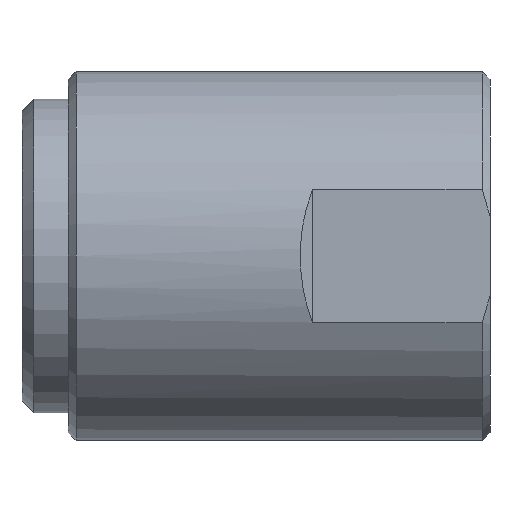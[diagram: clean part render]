
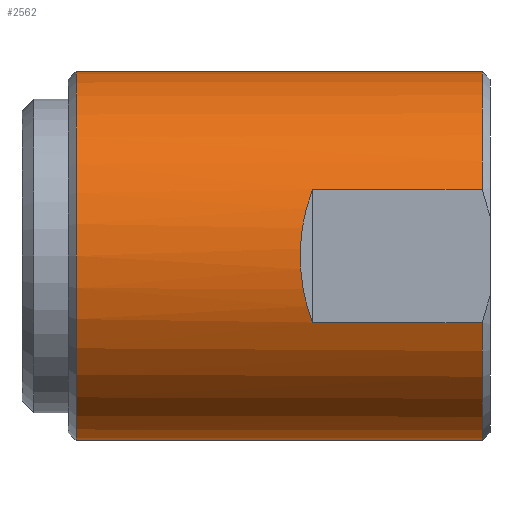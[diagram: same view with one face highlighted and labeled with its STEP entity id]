
A CAD part, front view. The second image highlights one B-rep face of the part: STEP entity #2562.
In plain terms, the highlighted cylindrical face has radius 11.893 mm (diameter 23.787 mm), a partial arc.
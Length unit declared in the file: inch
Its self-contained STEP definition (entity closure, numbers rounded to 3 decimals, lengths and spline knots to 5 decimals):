
#31 = VECTOR ( 'NONE', #6852, 39.37008 ) ;
#125 = VERTEX_POINT ( 'NONE', #10418 ) ;
#211 = EDGE_CURVE ( 'NONE', #7490, #8593, #9959, .T. ) ;
#522 = EDGE_LOOP ( 'NONE', ( #8485, #3252, #1570, #2793, #5571, #8073, #5282, #8355 ) ) ;
#729 = CARTESIAN_POINT ( 'NONE',  ( 0., -0.43675, -0.16884 ) ) ;
#823 = CARTESIAN_POINT ( 'NONE',  ( 0.4245, -0.43675, 0.16884 ) ) ;
#876 = CARTESIAN_POINT ( 'NONE',  ( 0.38201, -0.47924, 0.05892 ) ) ;
#1050 = CARTESIAN_POINT ( 'NONE',  ( 0.4245, -0.43675, 0.16884 ) ) ;
#1090 = DIRECTION ( 'NONE',  ( -1., 0., 0. ) ) ;
#1122 = DIRECTION ( 'NONE',  ( 0., 0., 1. ) ) ;
#1245 = CARTESIAN_POINT ( 'NONE',  ( 0.8545, 0., -0.46825 ) ) ;
#1362 = CARTESIAN_POINT ( 'NONE',  ( 0.8545, 0., 0. ) ) ;
#1570 = ORIENTED_EDGE ( 'NONE', *, *, #6491, .F. ) ;
#1631 = LINE ( 'NONE', #729, #11593 ) ;
#1660 = VERTEX_POINT ( 'NONE', #823 ) ;
#1674 = CARTESIAN_POINT ( 'NONE',  ( 0.4245, -0.43675, -0.16884 ) ) ;
#1718 = CARTESIAN_POINT ( 'NONE',  ( 0.38201, -0.47924, -0.05892 ) ) ;
#1766 = EDGE_CURVE ( 'NONE', #10477, #1660, #10239, .T. ) ;
#2145 = CARTESIAN_POINT ( 'NONE',  ( 0., 0., 0. ) ) ;
#2151 = CIRCLE ( 'NONE', #5374, 0.46825 ) ;
#2166 = AXIS2_PLACEMENT_3D ( 'NONE', #10720, #2606, #8064 ) ;
#2259 = FACE_OUTER_BOUND ( 'NONE', #522, .T. ) ;
#2562 = ADVANCED_FACE ( 'NONE', ( #2259 ), #11212, .T. ) ;
#2603 = CARTESIAN_POINT ( 'NONE',  ( -0.1755, 0., 0.46825 ) ) ;
#2606 = DIRECTION ( 'NONE',  ( -1., 0., 0. ) ) ;
#2793 = ORIENTED_EDGE ( 'NONE', *, *, #11610, .F. ) ;
#2794 = VECTOR ( 'NONE', #10186, 39.37008 ) ;
#3252 = ORIENTED_EDGE ( 'NONE', *, *, #211, .T. ) ;
#3685 = CARTESIAN_POINT ( 'NONE',  ( 0.4245, -0.43675, -0.16884 ) ) ;
#3912 = LINE ( 'NONE', #9519, #31 ) ;
#4214 = DIRECTION ( 'NONE',  ( -1., 0., 0. ) ) ;
#4297 = AXIS2_PLACEMENT_3D ( 'NONE', #10221, #1090, #7377 ) ;
#4685 = CARTESIAN_POINT ( 'NONE',  ( 0., -0.43675, 0.16884 ) ) ;
#4753 = DIRECTION ( 'NONE',  ( 1., 0., 0. ) ) ;
#4758 = CARTESIAN_POINT ( 'NONE',  ( 0.8545, -0.43675, -0.16884 ) ) ;
#4906 = EDGE_CURVE ( 'NONE', #125, #9430, #9553, .T. ) ;
#5282 = ORIENTED_EDGE ( 'NONE', *, *, #7889, .T. ) ;
#5374 = AXIS2_PLACEMENT_3D ( 'NONE', #1362, #11271, #1122 ) ;
#5571 = ORIENTED_EDGE ( 'NONE', *, *, #1766, .F. ) ;
#5759 = DIRECTION ( 'NONE',  ( 0., 0., 1. ) ) ;
#6462 = VECTOR ( 'NONE', #4214, 39.37008 ) ;
#6491 = EDGE_CURVE ( 'NONE', #11191, #8593, #1631, .T. ) ;
#6852 = DIRECTION ( 'NONE',  ( -1., 0., 0. ) ) ;
#7377 = DIRECTION ( 'NONE',  ( 0., 0., 1. ) ) ;
#7426 = CARTESIAN_POINT ( 'NONE',  ( 0.8545, 0., 0.46825 ) ) ;
#7490 = VERTEX_POINT ( 'NONE', #1245 ) ;
#7520 = AXIS2_PLACEMENT_3D ( 'NONE', #2145, #9487, #5759 ) ;
#7889 = EDGE_CURVE ( 'NONE', #8418, #9430, #8655, .T. ) ;
#8064 = DIRECTION ( 'NONE',  ( 0., 0., 1. ) ) ;
#8073 = ORIENTED_EDGE ( 'NONE', *, *, #11023, .T. ) ;
#8104 = EDGE_CURVE ( 'NONE', #7490, #125, #3912, .T. ) ;
#8188 =( BOUNDED_CURVE ( )  B_SPLINE_CURVE ( 3, ( #1050, #876, #1718, #3685 ),
 .UNSPECIFIED., .F., .F. ) 
 B_SPLINE_CURVE_WITH_KNOTS ( ( 4, 4 ),
 ( 5.9143, 6.65208 ),
 .UNSPECIFIED. ) 
 CURVE ( )  GEOMETRIC_REPRESENTATION_ITEM ( )  RATIONAL_B_SPLINE_CURVE ( ( 1., 0.955, 0.955, 1. ) ) 
 REPRESENTATION_ITEM ( '' )  );
#8355 = ORIENTED_EDGE ( 'NONE', *, *, #4906, .F. ) ;
#8418 = VERTEX_POINT ( 'NONE', #7426 ) ;
#8485 = ORIENTED_EDGE ( 'NONE', *, *, #8104, .F. ) ;
#8593 = VERTEX_POINT ( 'NONE', #4758 ) ;
#8655 = LINE ( 'NONE', #10247, #6462 ) ;
#9072 = CARTESIAN_POINT ( 'NONE',  ( 0.8545, -0.43675, 0.16884 ) ) ;
#9430 = VERTEX_POINT ( 'NONE', #2603 ) ;
#9487 = DIRECTION ( 'NONE',  ( -1., 0., 0. ) ) ;
#9519 = CARTESIAN_POINT ( 'NONE',  ( 0., 0., -0.46825 ) ) ;
#9553 = CIRCLE ( 'NONE', #2166, 0.46825 ) ;
#9959 = CIRCLE ( 'NONE', #4297, 0.46825 ) ;
#10186 = DIRECTION ( 'NONE',  ( -1., 0., 0. ) ) ;
#10221 = CARTESIAN_POINT ( 'NONE',  ( 0.8545, 0., 0. ) ) ;
#10239 = LINE ( 'NONE', #4685, #2794 ) ;
#10247 = CARTESIAN_POINT ( 'NONE',  ( 0., 0., 0.46825 ) ) ;
#10418 = CARTESIAN_POINT ( 'NONE',  ( -0.1755, 0., -0.46825 ) ) ;
#10477 = VERTEX_POINT ( 'NONE', #9072 ) ;
#10720 = CARTESIAN_POINT ( 'NONE',  ( -0.1755, 0., 0. ) ) ;
#11023 = EDGE_CURVE ( 'NONE', #10477, #8418, #2151, .T. ) ;
#11191 = VERTEX_POINT ( 'NONE', #1674 ) ;
#11212 = CYLINDRICAL_SURFACE ( 'NONE', #7520, 0.46825 ) ;
#11271 = DIRECTION ( 'NONE',  ( -1., 0., 0. ) ) ;
#11593 = VECTOR ( 'NONE', #4753, 39.37008 ) ;
#11610 = EDGE_CURVE ( 'NONE', #1660, #11191, #8188, .T. ) ;
